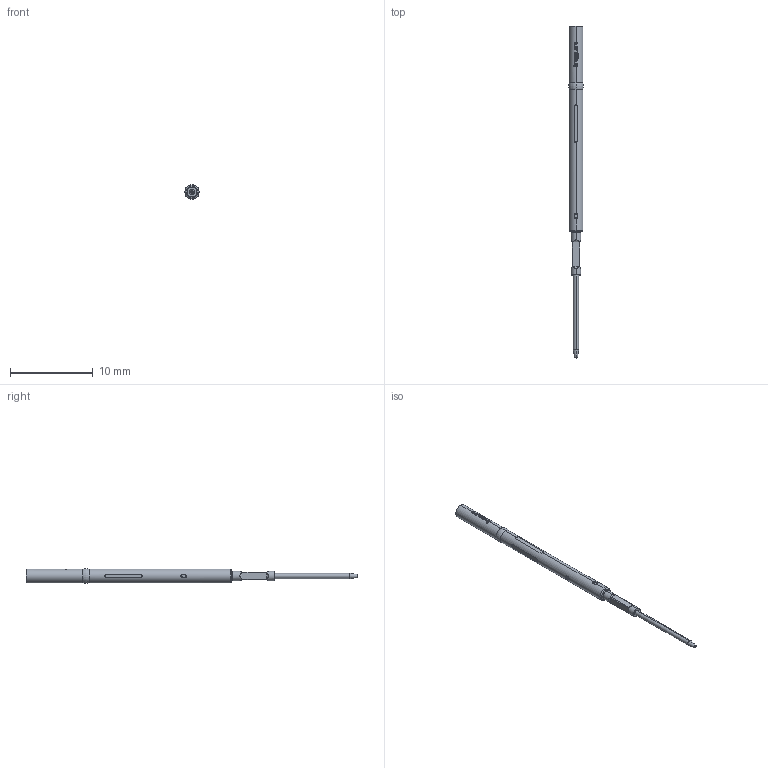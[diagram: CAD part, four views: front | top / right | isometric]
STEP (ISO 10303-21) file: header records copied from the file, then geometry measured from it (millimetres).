
FILE_DESCRIPTION (( 'STEP AP203' ), '1' );
FILE_NAME ('INGUN_KS-100_44_G.STEP', '2021-01-29T06:35:50', ( '' ), ( '' ), 'SwSTEP 2.0', 'SolidWorks 2018', '' );
FILE_SCHEMA (( 'CONFIG_CONTROL_DESIGN' ));
Length unit declared in the file: millimetre
Products named in the file (1): INGUN_KS-100_44_G
Bounding box: 1.79 x 40 x 1.8 mm (x, y, z)
Volume: 61.7 mm3; surface area: 171.9 mm2
Topology: 1 solids, 1 shells, 152 faces, 414 edges, 272 vertices
Faces by surface type: plane 71, bspline 46, cylinder 27, torus 8
Entity records: 6066 total; most frequent: CARTESIAN_POINT 2536, ORIENTED_EDGE 828, DIRECTION 586, EDGE_CURVE 414, VERTEX_POINT 272, AXIS2_PLACEMENT_3D 227, EDGE_LOOP 160, ADVANCED_FACE 152
